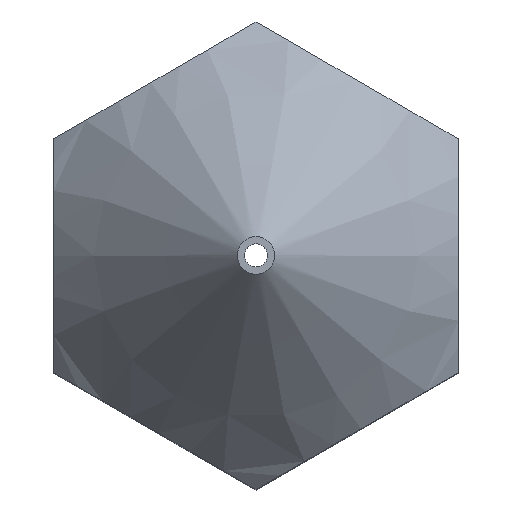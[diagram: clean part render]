
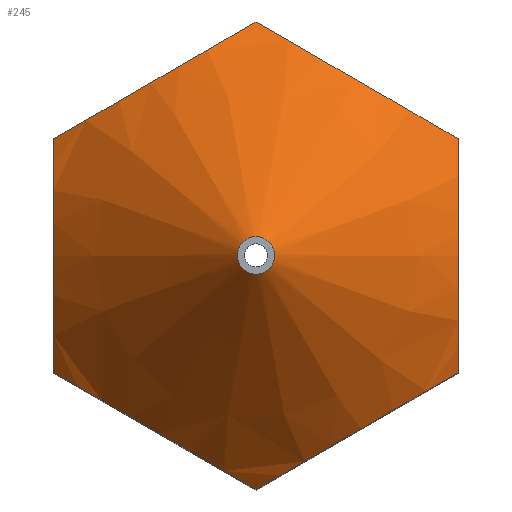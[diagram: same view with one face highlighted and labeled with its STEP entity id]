
A CAD part, top view. The second image highlights one B-rep face of the part: STEP entity #245.
In plain terms, the highlighted conical face has half-angle 45 degrees and reference radius 1 mm.
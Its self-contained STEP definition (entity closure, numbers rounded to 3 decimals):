
#49=B_SPLINE_CURVE_WITH_KNOTS('',3,(#367,#368,#369,#370,#371,#372,#373,
#374),.UNSPECIFIED.,.F.,.F.,(4,2,2,4),(0.018,0.019,
0.019,0.02),.UNSPECIFIED.);
#50=B_SPLINE_CURVE_WITH_KNOTS('',3,(#376,#377,#378,#379,#380,#381,#382,
#383,#384,#385,#386,#387),.UNSPECIFIED.,.F.,.F.,(4,2,2,2,2,4),(0.,
0.001,0.002,0.002,0.003,
0.004),.UNSPECIFIED.);
#51=B_SPLINE_CURVE_WITH_KNOTS('',3,(#389,#390,#391,#392,#393,#394,#395,
#396,#397,#398,#399,#400),.UNSPECIFIED.,.F.,.F.,(4,2,2,2,2,4),(0.,
0.001,0.002,0.002,0.003,
0.004),.UNSPECIFIED.);
#52=B_SPLINE_CURVE_WITH_KNOTS('',3,(#402,#403,#404,#405,#406,#407,#408,
#409),.UNSPECIFIED.,.F.,.F.,(4,2,2,4),(0.017,0.018,
0.018,0.019),.UNSPECIFIED.);
#53=B_SPLINE_CURVE_WITH_KNOTS('',3,(#411,#412,#413,#414,#415,#416,#417,
#418),.UNSPECIFIED.,.F.,.F.,(4,2,2,4),(0.015,0.016,
0.016,0.017),.UNSPECIFIED.);
#54=B_SPLINE_CURVE_WITH_KNOTS('',3,(#420,#421,#422,#423,#424,#425,#426,
#427,#428,#429,#430,#431),.UNSPECIFIED.,.F.,.F.,(4,2,2,2,2,4),(0.,
0.001,0.002,0.002,0.003,
0.004),.UNSPECIFIED.);
#55=B_SPLINE_CURVE_WITH_KNOTS('',3,(#433,#434,#435,#436,#437,#438,#439,
#440,#441,#442,#443,#444),.UNSPECIFIED.,.F.,.F.,(4,2,2,2,2,4),(0.,
0.001,0.002,0.002,0.003,
0.004),.UNSPECIFIED.);
#56=B_SPLINE_CURVE_WITH_KNOTS('',3,(#445,#446,#447,#448,#449,#450,#451,
#452),.UNSPECIFIED.,.F.,.F.,(4,2,2,4),(0.02,0.021,
0.022,0.022),.UNSPECIFIED.);
#57=CONICAL_SURFACE('',#266,1.,45.);
#61=FACE_BOUND('',#91,.T.);
#72=FACE_OUTER_BOUND('',#90,.T.);
#90=EDGE_LOOP('',(#182,#183,#184,#185,#186,#187,#188,#189));
#91=EDGE_LOOP('',(#190));
#118=CIRCLE('',#267,0.325);
#128=VERTEX_POINT('',#365);
#129=VERTEX_POINT('',#366);
#130=VERTEX_POINT('',#375);
#131=VERTEX_POINT('',#388);
#132=VERTEX_POINT('',#401);
#133=VERTEX_POINT('',#410);
#134=VERTEX_POINT('',#419);
#135=VERTEX_POINT('',#432);
#136=VERTEX_POINT('',#453);
#152=EDGE_CURVE('',#128,#129,#49,.T.);
#153=EDGE_CURVE('',#130,#128,#50,.T.);
#154=EDGE_CURVE('',#131,#130,#51,.T.);
#155=EDGE_CURVE('',#132,#131,#52,.T.);
#156=EDGE_CURVE('',#133,#132,#53,.T.);
#157=EDGE_CURVE('',#134,#133,#54,.T.);
#158=EDGE_CURVE('',#135,#134,#55,.T.);
#159=EDGE_CURVE('',#129,#135,#56,.T.);
#160=EDGE_CURVE('',#136,#136,#118,.T.);
#182=ORIENTED_EDGE('',*,*,#152,.F.);
#183=ORIENTED_EDGE('',*,*,#153,.F.);
#184=ORIENTED_EDGE('',*,*,#154,.F.);
#185=ORIENTED_EDGE('',*,*,#155,.F.);
#186=ORIENTED_EDGE('',*,*,#156,.F.);
#187=ORIENTED_EDGE('',*,*,#157,.F.);
#188=ORIENTED_EDGE('',*,*,#158,.F.);
#189=ORIENTED_EDGE('',*,*,#159,.F.);
#190=ORIENTED_EDGE('',*,*,#160,.T.);
#245=ADVANCED_FACE('',(#72,#61),#57,.T.);
#266=AXIS2_PLACEMENT_3D('',#364,#298,#299);
#267=AXIS2_PLACEMENT_3D('',#454,#300,#301);
#298=DIRECTION('center_axis',(0.,0.,-1.));
#299=DIRECTION('ref_axis',(-1.,0.,0.));
#300=DIRECTION('center_axis',(0.,0.,-1.));
#301=DIRECTION('ref_axis',(-1.,0.,0.));
#364=CARTESIAN_POINT('Origin',(0.,0.,12.325));
#365=CARTESIAN_POINT('',(-3.5,-2.021,9.284));
#366=CARTESIAN_POINT('',(-3.5,0.,9.825));
#367=CARTESIAN_POINT('Ctrl Pts',(-3.5,-2.021,9.284));
#368=CARTESIAN_POINT('Ctrl Pts',(-3.5,-1.711,9.438));
#369=CARTESIAN_POINT('Ctrl Pts',(-3.5,-1.38,9.577));
#370=CARTESIAN_POINT('Ctrl Pts',(-3.5,-0.874,9.721));
#371=CARTESIAN_POINT('Ctrl Pts',(-3.5,-0.703,9.759));
#372=CARTESIAN_POINT('Ctrl Pts',(-3.5,-0.355,9.811));
#373=CARTESIAN_POINT('Ctrl Pts',(-3.5,-0.178,9.825));
#374=CARTESIAN_POINT('Ctrl Pts',(-3.5,0.,9.825));
#375=CARTESIAN_POINT('',(0.,-4.041,9.284));
#376=CARTESIAN_POINT('Ctrl Pts',(0.,-4.041,
9.284));
#377=CARTESIAN_POINT('Ctrl Pts',(-0.273,-3.884,9.441));
#378=CARTESIAN_POINT('Ctrl Pts',(-0.553,-3.722,9.576));
#379=CARTESIAN_POINT('Ctrl Pts',(-0.988,-3.471,9.72));
#380=CARTESIAN_POINT('Ctrl Pts',(-1.135,-3.386,9.758));
#381=CARTESIAN_POINT('Ctrl Pts',(-1.436,-3.212,9.81));
#382=CARTESIAN_POINT('Ctrl Pts',(-1.591,-3.123,9.825));
#383=CARTESIAN_POINT('Ctrl Pts',(-2.049,-2.858,9.826));
#384=CARTESIAN_POINT('Ctrl Pts',(-2.349,-2.685,9.772));
#385=CARTESIAN_POINT('Ctrl Pts',(-2.942,-2.343,9.579));
#386=CARTESIAN_POINT('Ctrl Pts',(-3.225,-2.18,9.442));
#387=CARTESIAN_POINT('Ctrl Pts',(-3.5,-2.021,9.284));
#388=CARTESIAN_POINT('',(3.5,-2.021,9.284));
#389=CARTESIAN_POINT('Ctrl Pts',(3.5,-2.021,9.284));
#390=CARTESIAN_POINT('Ctrl Pts',(3.227,-2.179,9.441));
#391=CARTESIAN_POINT('Ctrl Pts',(2.947,-2.34,9.576));
#392=CARTESIAN_POINT('Ctrl Pts',(2.512,-2.591,9.72));
#393=CARTESIAN_POINT('Ctrl Pts',(2.365,-2.676,9.758));
#394=CARTESIAN_POINT('Ctrl Pts',(2.064,-2.85,9.81));
#395=CARTESIAN_POINT('Ctrl Pts',(1.909,-2.939,9.825));
#396=CARTESIAN_POINT('Ctrl Pts',(1.451,-3.204,9.826));
#397=CARTESIAN_POINT('Ctrl Pts',(1.151,-3.377,9.772));
#398=CARTESIAN_POINT('Ctrl Pts',(0.558,-3.719,9.579));
#399=CARTESIAN_POINT('Ctrl Pts',(0.275,-3.883,9.442));
#400=CARTESIAN_POINT('Ctrl Pts',(0.,-4.041,
9.284));
#401=CARTESIAN_POINT('',(3.5,0.,9.825));
#402=CARTESIAN_POINT('Ctrl Pts',(3.5,0.,9.825));
#403=CARTESIAN_POINT('Ctrl Pts',(3.5,-0.178,9.825));
#404=CARTESIAN_POINT('Ctrl Pts',(3.5,-0.355,9.811));
#405=CARTESIAN_POINT('Ctrl Pts',(3.5,-0.703,9.759));
#406=CARTESIAN_POINT('Ctrl Pts',(3.5,-0.874,9.721));
#407=CARTESIAN_POINT('Ctrl Pts',(3.5,-1.38,9.577));
#408=CARTESIAN_POINT('Ctrl Pts',(3.5,-1.711,9.438));
#409=CARTESIAN_POINT('Ctrl Pts',(3.5,-2.021,9.284));
#410=CARTESIAN_POINT('',(3.5,2.021,9.284));
#411=CARTESIAN_POINT('Ctrl Pts',(3.5,2.021,9.284));
#412=CARTESIAN_POINT('Ctrl Pts',(3.5,1.864,9.362));
#413=CARTESIAN_POINT('Ctrl Pts',(3.5,1.705,9.435));
#414=CARTESIAN_POINT('Ctrl Pts',(3.5,1.378,9.567));
#415=CARTESIAN_POINT('Ctrl Pts',(3.5,1.209,9.625));
#416=CARTESIAN_POINT('Ctrl Pts',(3.5,0.701,9.77));
#417=CARTESIAN_POINT('Ctrl Pts',(3.5,0.355,9.825));
#418=CARTESIAN_POINT('Ctrl Pts',(3.5,0.,9.825));
#419=CARTESIAN_POINT('',(0.,4.041,9.284));
#420=CARTESIAN_POINT('Ctrl Pts',(0.,4.041,
9.284));
#421=CARTESIAN_POINT('Ctrl Pts',(0.273,3.884,9.441));
#422=CARTESIAN_POINT('Ctrl Pts',(0.553,3.722,9.576));
#423=CARTESIAN_POINT('Ctrl Pts',(0.988,3.471,9.72));
#424=CARTESIAN_POINT('Ctrl Pts',(1.135,3.386,9.758));
#425=CARTESIAN_POINT('Ctrl Pts',(1.436,3.212,9.81));
#426=CARTESIAN_POINT('Ctrl Pts',(1.591,3.123,9.825));
#427=CARTESIAN_POINT('Ctrl Pts',(2.049,2.858,9.826));
#428=CARTESIAN_POINT('Ctrl Pts',(2.349,2.685,9.772));
#429=CARTESIAN_POINT('Ctrl Pts',(2.942,2.343,9.579));
#430=CARTESIAN_POINT('Ctrl Pts',(3.225,2.18,9.442));
#431=CARTESIAN_POINT('Ctrl Pts',(3.5,2.021,9.284));
#432=CARTESIAN_POINT('',(-3.5,2.021,9.284));
#433=CARTESIAN_POINT('Ctrl Pts',(-3.5,2.021,9.284));
#434=CARTESIAN_POINT('Ctrl Pts',(-3.227,2.179,9.441));
#435=CARTESIAN_POINT('Ctrl Pts',(-2.947,2.34,9.576));
#436=CARTESIAN_POINT('Ctrl Pts',(-2.512,2.591,9.72));
#437=CARTESIAN_POINT('Ctrl Pts',(-2.365,2.676,9.758));
#438=CARTESIAN_POINT('Ctrl Pts',(-2.064,2.85,9.81));
#439=CARTESIAN_POINT('Ctrl Pts',(-1.909,2.939,9.825));
#440=CARTESIAN_POINT('Ctrl Pts',(-1.451,3.204,9.826));
#441=CARTESIAN_POINT('Ctrl Pts',(-1.151,3.377,9.772));
#442=CARTESIAN_POINT('Ctrl Pts',(-0.558,3.719,9.579));
#443=CARTESIAN_POINT('Ctrl Pts',(-0.275,3.883,9.442));
#444=CARTESIAN_POINT('Ctrl Pts',(0.,4.041,
9.284));
#445=CARTESIAN_POINT('Ctrl Pts',(-3.5,0.,9.825));
#446=CARTESIAN_POINT('Ctrl Pts',(-3.5,0.355,9.825));
#447=CARTESIAN_POINT('Ctrl Pts',(-3.5,0.701,9.77));
#448=CARTESIAN_POINT('Ctrl Pts',(-3.5,1.209,9.625));
#449=CARTESIAN_POINT('Ctrl Pts',(-3.5,1.378,9.567));
#450=CARTESIAN_POINT('Ctrl Pts',(-3.5,1.705,9.435));
#451=CARTESIAN_POINT('Ctrl Pts',(-3.5,1.864,9.362));
#452=CARTESIAN_POINT('Ctrl Pts',(-3.5,2.021,9.284));
#453=CARTESIAN_POINT('',(-0.325,0.,13.));
#454=CARTESIAN_POINT('Origin',(0.,0.,13.));
